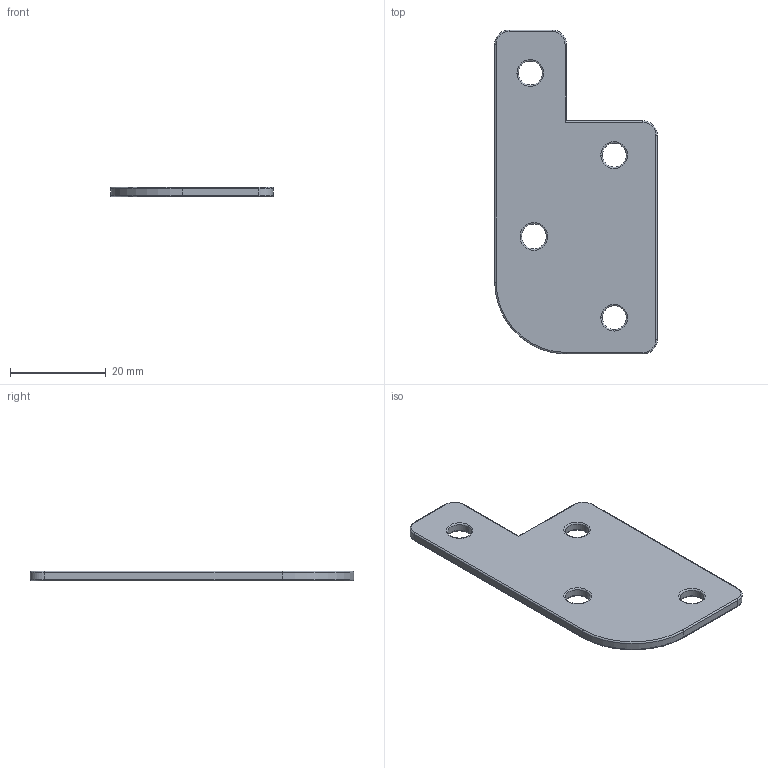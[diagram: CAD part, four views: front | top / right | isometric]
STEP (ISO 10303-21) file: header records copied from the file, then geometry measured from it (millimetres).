
FILE_DESCRIPTION (( 'STEP AP203' ), '1' );
FILE_NAME ('Z-Tensioner-plate.STEP', '2021-05-05T13:44:50', ( '' ), ( '' ), 'SwSTEP 2.0', 'SolidWorks 2021', '' );
FILE_SCHEMA (( 'CONFIG_CONTROL_DESIGN' ));
Length unit declared in the file: millimetre
Products named in the file (1): Z-Tensioner-plate
Bounding box: 34 x 67.75 x 2 mm (x, y, z)
Volume: 3602.8 mm3; surface area: 4057.9 mm2
Topology: 1 solids, 1 shells, 59 faces, 133 edges, 76 vertices
Faces by surface type: torus 26, cylinder 25, plane 8
Entity records: 1744 total; most frequent: DIRECTION 339, CARTESIAN_POINT 275, ORIENTED_EDGE 266, AXIS2_PLACEMENT_3D 148, EDGE_CURVE 133, CIRCLE 88, VERTEX_POINT 76, EDGE_LOOP 67
